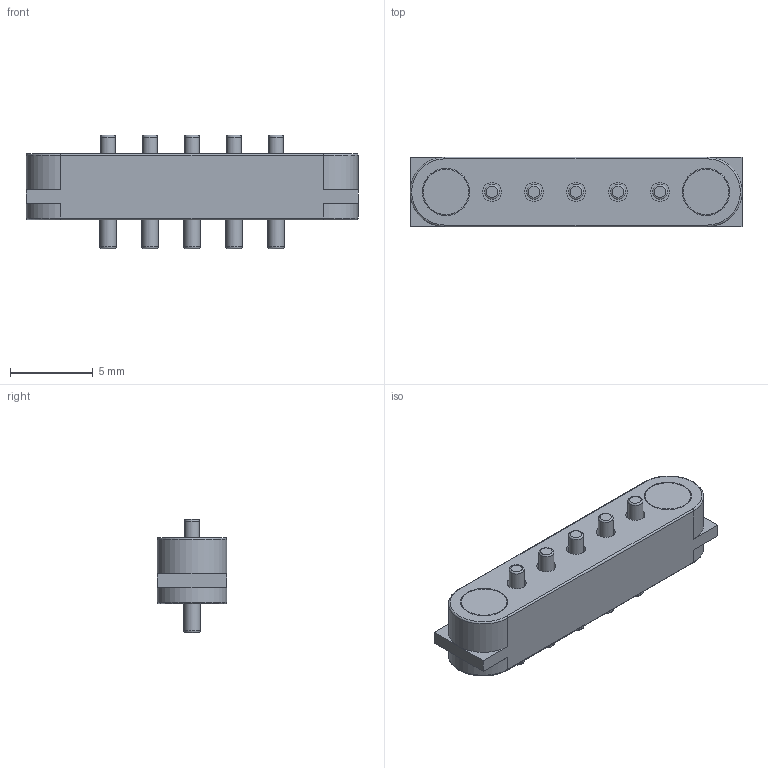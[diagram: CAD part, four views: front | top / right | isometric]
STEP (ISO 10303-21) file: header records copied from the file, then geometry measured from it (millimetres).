
FILE_DESCRIPTION(/* description */ (''),/* implementation_level */ '2;1');
FILE_NAME(/* name */ '5413 Mag Connector (5-pin, Straight, Pins).step',/* time_stamp */ '2022-05-29T19:52:37-05:00',/* author */ (''),/* organization */ (''),/* preprocessor_version */ 'ST-DEVELOPER v19',/* originating_system */ 'Autodesk Translation Framework v11.7.0.108',/* authorisation */ '');
FILE_SCHEMA (('AUTOMOTIVE_DESIGN { 1 0 10303 214 3 1 1 }'));
Length unit declared in the file: millimetre
Products named in the file (5): 5413 Mag Connector (5-pin, Straight, Pins); Housing; Magnet; Pins; Pin Contacts
Assembly tree (4 placements, depth 2):
  5413 Mag Connector (5-pin, Straight, Pins)
    Housing
    Magnet
    Pins
    Pin Contacts
Bounding box: 20.08 x 4.2 x 6.85 mm (x, y, z)
Volume: 328.8 mm3; surface area: 778.1 mm2
Topology: 13 solids, 13 shells, 123 faces, 210 edges, 133 vertices
Faces by surface type: plane 58, cylinder 47, torus 18
Full cylindrical faces by diameter (mm): 0.9 x10, 1 x5, 1.15 x10, 2 x10, 2.85 x4
Entity records: 3140 total; most frequent: DIRECTION 609, CARTESIAN_POINT 475, ORIENTED_EDGE 420, AXIS2_PLACEMENT_3D 267, EDGE_CURVE 210, EDGE_LOOP 157, CIRCLE 135, VERTEX_POINT 133
